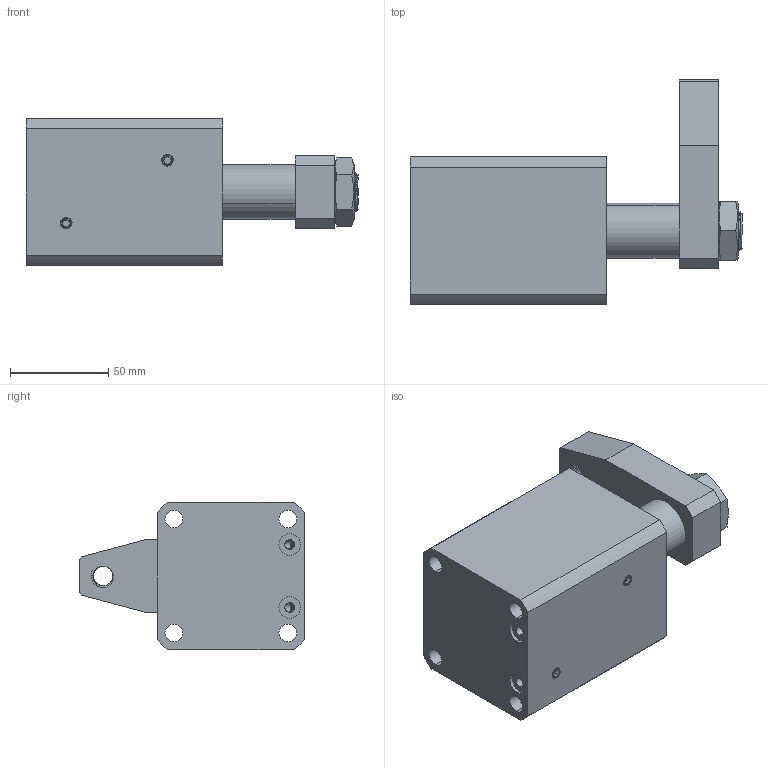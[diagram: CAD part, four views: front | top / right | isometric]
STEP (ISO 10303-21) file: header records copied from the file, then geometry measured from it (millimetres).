
FILE_DESCRIPTION (( 'STEP AP203' ), '1' );
FILE_NAME ('chs-m50s_asm.STEP', '2019-04-24T12:12:39', ( '' ), ( '' ), 'SwSTEP 2.0', 'SolidWorks 2017', '' );
FILE_SCHEMA (( 'CONFIG_CONTROL_DESIGN' ));
Length unit declared in the file: millimetre
Products named in the file (6): CHS-M50BT_1; chs-m50s_asm; M20LM_6; CHS-50SHSG_5; M6_5; CHS-50SYB_6
Assembly tree (6 placements, depth 2):
  chs-m50s_asm
    CHS-M50BT_1
    CHS-50SHSG_5
    M6_5  x2
    CHS-50SYB_6
    M20LM_6
Bounding box: 169 x 114.5 x 75.01 mm (x, y, z)
Volume: 554428.5 mm3; surface area: 98176.4 mm2
Topology: 6 solids, 6 shells, 258 faces, 801 edges, 566 vertices
Faces by surface type: cylinder 132, plane 63, bspline 35, cone 27, torus 1
Entity records: 26960 total; most frequent: CARTESIAN_POINT 20648, ORIENTED_EDGE 1414, DIRECTION 846, EDGE_CURVE 707, VERTEX_POINT 503, B_SPLINE_CURVE_WITH_KNOTS 385, AXIS2_PLACEMENT_3D 321, EDGE_LOOP 256
